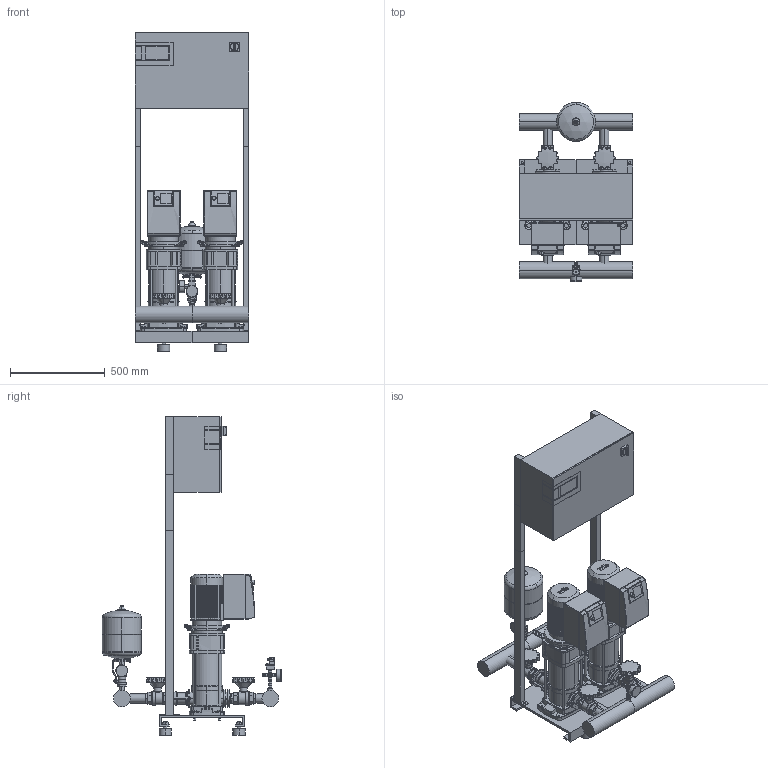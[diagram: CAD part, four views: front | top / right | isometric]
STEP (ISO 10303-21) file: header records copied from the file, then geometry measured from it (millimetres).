
FILE_DESCRIPTION((''),'2;1');
FILE_NAME('3d_COR-2HELIXVE1602_K_CCE-01-2532327.stp','2015-10-02T14:55:35',(''),(''),'Mechanical Desktop 2009','Mechanical Desktop 2009',', , ');
FILE_SCHEMA(('CONFIG_CONTROL_DESIGN'));
Length unit declared in the file: millimetre
Products named in the file (1): Product
Bounding box: 600 x 948 x 1685 mm (x, y, z)
Volume: 137460984.4 mm3; surface area: 6682863.8 mm2
Topology: 134 solids, 134 shells, 3125 faces, 7759 edges, 5022 vertices
Faces by surface type: cylinder 960, plane 938, bspline 930, cone 129, torus 120, sphere 48
Entity records: 103354 total; most frequent: CARTESIAN_POINT 30378, ORIENTED_EDGE 15434, DIRECTION 14576, EDGE_CURVE 7717, AXIS2_PLACEMENT_3D 5157, VERTEX_POINT 5015, VECTOR 4262, LINE 4262
